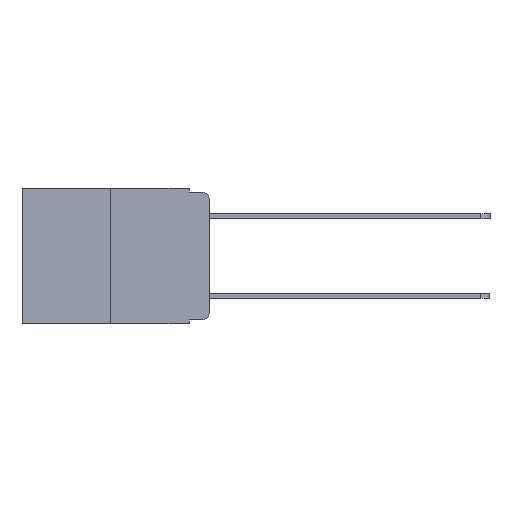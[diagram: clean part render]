
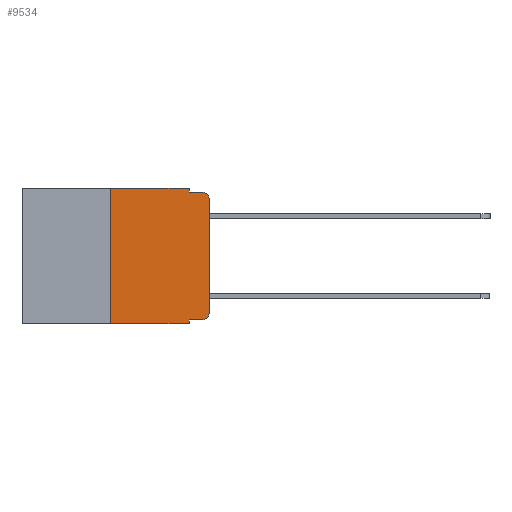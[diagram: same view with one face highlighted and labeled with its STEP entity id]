
A CAD part, left-side view. The second image highlights one B-rep face of the part: STEP entity #9534.
In plain terms, the highlighted planar face has unit normal (-1, 0, 0).
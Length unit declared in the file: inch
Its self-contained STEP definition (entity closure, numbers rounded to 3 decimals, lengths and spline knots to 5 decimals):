
#78 = VERTEX_POINT ( 'NONE', #19635 ) ;
#431 = CARTESIAN_POINT ( 'NONE',  ( 0., 0.02, -0.333 ) ) ;
#443 = EDGE_CURVE ( 'NONE', #4571, #8876, #11591, .T. ) ;
#773 = LINE ( 'NONE', #14006, #5240 ) ;
#828 = CARTESIAN_POINT ( 'NONE',  ( 0., 0.02, -0.01 ) ) ;
#1317 = CARTESIAN_POINT ( 'NONE',  ( 0., 0.051, -0.01 ) ) ;
#1335 = DIRECTION ( 'NONE',  ( 0., 0., -1. ) ) ;
#1360 = VECTOR ( 'NONE', #1335, 39.37008 ) ;
#1377 = ORIENTED_EDGE ( 'NONE', *, *, #10551, .F. ) ;
#1574 = EDGE_CURVE ( 'NONE', #6336, #4075, #4438, .T. ) ;
#1705 = AXIS2_PLACEMENT_3D ( 'NONE', #12878, #3484, #14411 ) ;
#1783 = DIRECTION ( 'NONE',  ( 0., 0., 1. ) ) ;
#1967 = AXIS2_PLACEMENT_3D ( 'NONE', #4750, #15585, #6343 ) ;
#2113 = VECTOR ( 'NONE', #11891, 39.37008 ) ;
#2623 = LINE ( 'NONE', #19578, #2113 ) ;
#3484 = DIRECTION ( 'NONE',  ( -1., 0., 0. ) ) ;
#3909 = VECTOR ( 'NONE', #6886, 39.37008 ) ;
#4075 = VERTEX_POINT ( 'NONE', #431 ) ;
#4438 = LINE ( 'NONE', #14570, #3909 ) ;
#4571 = VERTEX_POINT ( 'NONE', #11417 ) ;
#4708 = DIRECTION ( 'NONE',  ( 0., 0., 1. ) ) ;
#4750 = CARTESIAN_POINT ( 'NONE',  ( 0., 0.02, -0.03 ) ) ;
#4795 = CARTESIAN_POINT ( 'NONE',  ( 0., 0., -0.313 ) ) ;
#5020 = ORIENTED_EDGE ( 'NONE', *, *, #11052, .T. ) ;
#5061 = VERTEX_POINT ( 'NONE', #1317 ) ;
#5067 = CIRCLE ( 'NONE', #1967, 0.02 ) ;
#5240 = VECTOR ( 'NONE', #4708, 39.37008 ) ;
#5761 = CARTESIAN_POINT ( 'NONE',  ( 0., 0.473, 0. ) ) ;
#5782 = ORIENTED_EDGE ( 'NONE', *, *, #443, .T. ) ;
#6001 = ORIENTED_EDGE ( 'NONE', *, *, #9495, .F. ) ;
#6197 = DIRECTION ( 'NONE',  ( 0., -1., 0. ) ) ;
#6336 = VERTEX_POINT ( 'NONE', #14869 ) ;
#6343 = DIRECTION ( 'NONE',  ( 0., 0., -1. ) ) ;
#6455 = FACE_OUTER_BOUND ( 'NONE', #12589, .T. ) ;
#6533 = ORIENTED_EDGE ( 'NONE', *, *, #18524, .F. ) ;
#6886 = DIRECTION ( 'NONE',  ( 0., -1., 0. ) ) ;
#7983 = EDGE_CURVE ( 'NONE', #6336, #8876, #18054, .T. ) ;
#8021 = VERTEX_POINT ( 'NONE', #4795 ) ;
#8296 = AXIS2_PLACEMENT_3D ( 'NONE', #5761, #19646, #10462 ) ;
#8876 = VERTEX_POINT ( 'NONE', #16438 ) ;
#8902 = PLANE ( 'NONE',  #8296 ) ;
#8971 = EDGE_CURVE ( 'NONE', #12966, #5061, #9880, .T. ) ;
#9479 = ORIENTED_EDGE ( 'NONE', *, *, #12769, .T. ) ;
#9495 = EDGE_CURVE ( 'NONE', #5061, #18395, #2623, .T. ) ;
#9534 = ADVANCED_FACE ( 'NONE', ( #6455 ), #8902, .F. ) ;
#9733 = LINE ( 'NONE', #11330, #17868 ) ;
#9880 = LINE ( 'NONE', #19660, #15152 ) ;
#10105 = CIRCLE ( 'NONE', #1705, 0.02 ) ;
#10462 = DIRECTION ( 'NONE',  ( 0., 0., -1. ) ) ;
#10551 = EDGE_CURVE ( 'NONE', #4571, #78, #9733, .T. ) ;
#11052 = EDGE_CURVE ( 'NONE', #15100, #18395, #5067, .T. ) ;
#11330 = CARTESIAN_POINT ( 'NONE',  ( 0., 0.25, 0. ) ) ;
#11417 = CARTESIAN_POINT ( 'NONE',  ( 0., 0.25, -0.343 ) ) ;
#11591 = LINE ( 'NONE', #17732, #19237 ) ;
#11891 = DIRECTION ( 'NONE',  ( 0., -1., 0. ) ) ;
#12571 = EDGE_CURVE ( 'NONE', #8021, #15100, #773, .T. ) ;
#12589 = EDGE_LOOP ( 'NONE', ( #16850, #5020, #6001, #13528, #6533, #1377, #5782, #14513, #19064, #9479 ) ) ;
#12769 = EDGE_CURVE ( 'NONE', #4075, #8021, #10105, .T. ) ;
#12878 = CARTESIAN_POINT ( 'NONE',  ( 0., 0.02, -0.313 ) ) ;
#12966 = VERTEX_POINT ( 'NONE', #19539 ) ;
#13528 = ORIENTED_EDGE ( 'NONE', *, *, #8971, .F. ) ;
#14006 = CARTESIAN_POINT ( 'NONE',  ( 0., 0., 0. ) ) ;
#14411 = DIRECTION ( 'NONE',  ( 0., 0., -1. ) ) ;
#14513 = ORIENTED_EDGE ( 'NONE', *, *, #7983, .F. ) ;
#14570 = CARTESIAN_POINT ( 'NONE',  ( 0., 0.051, -0.333 ) ) ;
#14869 = CARTESIAN_POINT ( 'NONE',  ( 0., 0.051, -0.333 ) ) ;
#15047 = VECTOR ( 'NONE', #6197, 39.37008 ) ;
#15100 = VERTEX_POINT ( 'NONE', #20003 ) ;
#15103 = DIRECTION ( 'NONE',  ( 0., 0., -1. ) ) ;
#15152 = VECTOR ( 'NONE', #15103, 39.37008 ) ;
#15549 = LINE ( 'NONE', #20002, #15047 ) ;
#15585 = DIRECTION ( 'NONE',  ( -1., 0., 0. ) ) ;
#16438 = CARTESIAN_POINT ( 'NONE',  ( 0., 0.051, -0.343 ) ) ;
#16850 = ORIENTED_EDGE ( 'NONE', *, *, #12571, .T. ) ;
#17732 = CARTESIAN_POINT ( 'NONE',  ( 0., 0.473, -0.343 ) ) ;
#17868 = VECTOR ( 'NONE', #1783, 39.37008 ) ;
#18054 = LINE ( 'NONE', #20196, #1360 ) ;
#18395 = VERTEX_POINT ( 'NONE', #828 ) ;
#18524 = EDGE_CURVE ( 'NONE', #78, #12966, #15549, .T. ) ;
#19064 = ORIENTED_EDGE ( 'NONE', *, *, #1574, .T. ) ;
#19237 = VECTOR ( 'NONE', #19280, 39.37008 ) ;
#19280 = DIRECTION ( 'NONE',  ( 0., -1., 0. ) ) ;
#19539 = CARTESIAN_POINT ( 'NONE',  ( 0., 0.051, 0. ) ) ;
#19578 = CARTESIAN_POINT ( 'NONE',  ( 0., 0.051, -0.01 ) ) ;
#19635 = CARTESIAN_POINT ( 'NONE',  ( 0., 0.25, 0. ) ) ;
#19646 = DIRECTION ( 'NONE',  ( 1., 0., 0. ) ) ;
#19660 = CARTESIAN_POINT ( 'NONE',  ( 0., 0.051, 0. ) ) ;
#20002 = CARTESIAN_POINT ( 'NONE',  ( 0., 0.473, 0. ) ) ;
#20003 = CARTESIAN_POINT ( 'NONE',  ( 0., 0., -0.03 ) ) ;
#20196 = CARTESIAN_POINT ( 'NONE',  ( 0., 0.051, 0. ) ) ;
